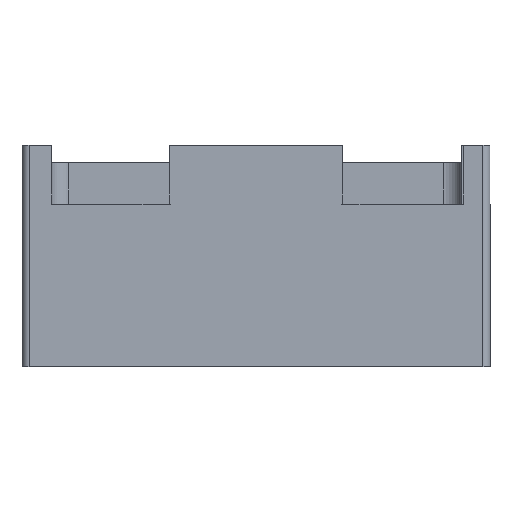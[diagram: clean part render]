
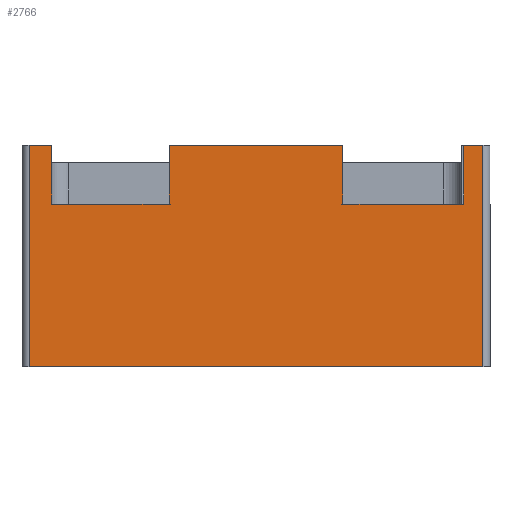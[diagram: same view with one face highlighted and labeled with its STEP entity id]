
A CAD part, front view. The second image highlights one B-rep face of the part: STEP entity #2766.
In plain terms, the highlighted planar face has unit normal (0, -1, 0).
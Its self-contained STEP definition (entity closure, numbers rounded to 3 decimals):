
#151=FACE_OUTER_BOUND('',#314,.T.);
#314=EDGE_LOOP('',(#2238,#2239,#2240,#2241,#2242,#2243,#2244,#2245,#2246,
#2247,#2248,#2249));
#531=LINE('',#3978,#847);
#546=LINE('',#4010,#862);
#559=LINE('',#4055,#875);
#563=LINE('',#4062,#879);
#570=LINE('',#4086,#886);
#718=LINE('',#4466,#1034);
#723=LINE('',#4482,#1039);
#724=LINE('',#4484,#1040);
#725=LINE('',#4485,#1041);
#726=LINE('',#4487,#1042);
#727=LINE('',#4488,#1043);
#728=LINE('',#4489,#1044);
#847=VECTOR('',#3164,10.);
#862=VECTOR('',#3187,161.925);
#875=VECTOR('',#3224,10.);
#879=VECTOR('',#3228,10.);
#886=VECTOR('',#3249,161.925);
#1034=VECTOR('',#3565,10.);
#1039=VECTOR('',#3586,10.);
#1040=VECTOR('',#3587,161.925);
#1041=VECTOR('',#3588,10.);
#1042=VECTOR('',#3589,10.);
#1043=VECTOR('',#3590,161.925);
#1044=VECTOR('',#3591,10.);
#1168=VERTEX_POINT('',#3975);
#1169=VERTEX_POINT('',#3977);
#1179=VERTEX_POINT('',#4009);
#1198=VERTEX_POINT('',#4052);
#1199=VERTEX_POINT('',#4054);
#1202=VERTEX_POINT('',#4060);
#1211=VERTEX_POINT('',#4083);
#1212=VERTEX_POINT('',#4085);
#1351=VERTEX_POINT('',#4465);
#1354=VERTEX_POINT('',#4481);
#1355=VERTEX_POINT('',#4483);
#1356=VERTEX_POINT('',#4486);
#1438=EDGE_CURVE('',#1169,#1168,#531,.T.);
#1454=EDGE_CURVE('',#1179,#1169,#546,.T.);
#1477=EDGE_CURVE('',#1199,#1198,#559,.T.);
#1481=EDGE_CURVE('',#1168,#1202,#563,.T.);
#1492=EDGE_CURVE('',#1211,#1212,#570,.T.);
#1686=EDGE_CURVE('',#1212,#1351,#718,.T.);
#1694=EDGE_CURVE('',#1202,#1354,#723,.T.);
#1695=EDGE_CURVE('',#1354,#1355,#724,.T.);
#1696=EDGE_CURVE('',#1355,#1199,#725,.T.);
#1697=EDGE_CURVE('',#1198,#1356,#726,.T.);
#1698=EDGE_CURVE('',#1356,#1351,#727,.T.);
#1699=EDGE_CURVE('',#1179,#1211,#728,.T.);
#2238=ORIENTED_EDGE('',*,*,#1481,.T.);
#2239=ORIENTED_EDGE('',*,*,#1694,.T.);
#2240=ORIENTED_EDGE('',*,*,#1695,.T.);
#2241=ORIENTED_EDGE('',*,*,#1696,.T.);
#2242=ORIENTED_EDGE('',*,*,#1477,.T.);
#2243=ORIENTED_EDGE('',*,*,#1697,.T.);
#2244=ORIENTED_EDGE('',*,*,#1698,.T.);
#2245=ORIENTED_EDGE('',*,*,#1686,.F.);
#2246=ORIENTED_EDGE('',*,*,#1492,.F.);
#2247=ORIENTED_EDGE('',*,*,#1699,.F.);
#2248=ORIENTED_EDGE('',*,*,#1454,.T.);
#2249=ORIENTED_EDGE('',*,*,#1438,.T.);
#2661=PLANE('',#2993);
#2766=ADVANCED_FACE('',(#151),#2661,.T.);
#2993=AXIS2_PLACEMENT_3D('',#4480,#3584,#3585);
#3164=DIRECTION('',(0.,0.,-1.));
#3187=DIRECTION('',(-1.,0.,0.));
#3224=DIRECTION('',(-1.,0.,0.));
#3228=DIRECTION('',(-1.,0.,0.));
#3249=DIRECTION('',(-1.,0.,0.));
#3565=DIRECTION('',(0.,0.,1.));
#3584=DIRECTION('center_axis',(0.,-1.,0.));
#3585=DIRECTION('ref_axis',(0.,0.,-1.));
#3586=DIRECTION('',(0.,0.,1.));
#3587=DIRECTION('',(-1.,0.,0.));
#3588=DIRECTION('',(0.,0.,-1.));
#3589=DIRECTION('',(0.,0.,1.));
#3590=DIRECTION('',(-1.,0.,0.));
#3591=DIRECTION('',(0.,0.,-1.));
#3975=CARTESIAN_POINT('',(75.04,-194.183,38.7));
#3977=CARTESIAN_POINT('',(75.04,-194.183,59.944));
#3978=CARTESIAN_POINT('',(75.04,-194.183,34.647));
#4009=CARTESIAN_POINT('',(81.963,-194.183,59.944));
#4010=CARTESIAN_POINT('',(80.963,-194.183,59.944));
#4052=CARTESIAN_POINT('',(-73.805,-194.183,38.7));
#4054=CARTESIAN_POINT('',(-31.38,-194.183,38.7));
#4055=CARTESIAN_POINT('',(41.749,-194.183,38.7));
#4060=CARTESIAN_POINT('',(31.37,-194.183,38.7));
#4062=CARTESIAN_POINT('',(41.749,-194.183,38.7));
#4083=CARTESIAN_POINT('',(81.963,-194.183,-20.));
#4085=CARTESIAN_POINT('',(-81.963,-194.183,-20.));
#4086=CARTESIAN_POINT('',(80.963,-194.183,-20.));
#4465=CARTESIAN_POINT('',(-81.963,-194.183,59.944));
#4466=CARTESIAN_POINT('',(-81.963,-194.183,59.944));
#4480=CARTESIAN_POINT('Origin',(83.503,-194.183,59.944));
#4481=CARTESIAN_POINT('',(31.37,-194.183,59.944));
#4482=CARTESIAN_POINT('',(31.37,-194.183,54.622));
#4483=CARTESIAN_POINT('',(-31.38,-194.183,59.944));
#4484=CARTESIAN_POINT('',(80.963,-194.183,59.944));
#4485=CARTESIAN_POINT('',(-31.38,-194.183,54.622));
#4486=CARTESIAN_POINT('',(-73.805,-194.183,59.944));
#4487=CARTESIAN_POINT('',(-73.805,-194.183,54.622));
#4488=CARTESIAN_POINT('',(80.963,-194.183,59.944));
#4489=CARTESIAN_POINT('',(81.963,-194.183,59.944));
